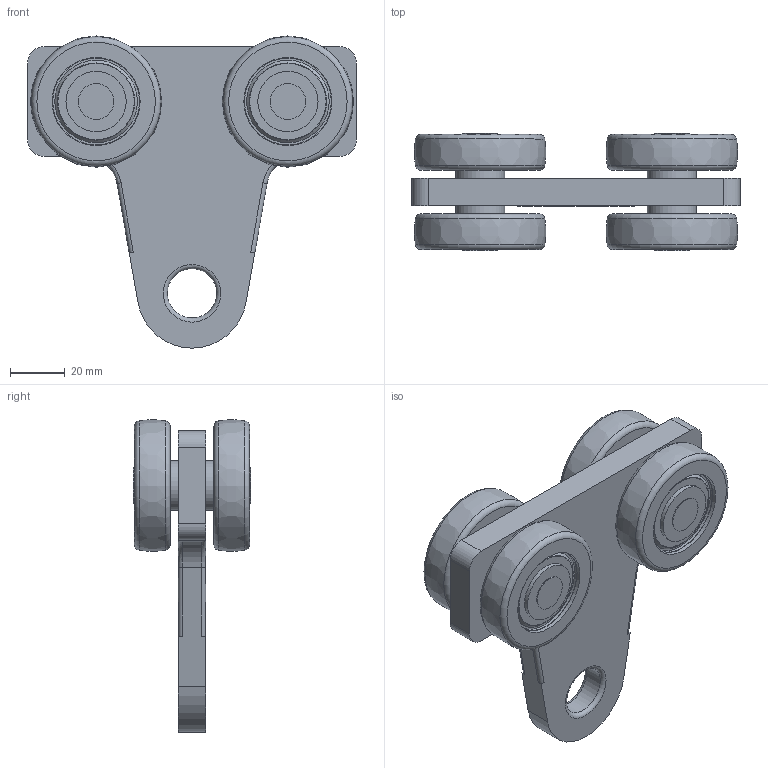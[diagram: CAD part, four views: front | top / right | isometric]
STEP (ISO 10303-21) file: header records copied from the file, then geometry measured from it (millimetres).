
FILE_DESCRIPTION(('STEP AP214'),'1');
FILE_NAME('PMH Åkvagn 1510.stp','2013-08-06T12:07:32',(' '),(' '),'Spatial InterOp 3D',' ',' ');
FILE_SCHEMA(('automotive_design'));
Length unit declared in the file: millimetre
Products named in the file (16): PMH Profilskena akvagn 1510; Part1; Part2; Part3; Part4; Part5; Part6; Part7; Part8; Part9; Part10; Part11; Part12; Part13; Part14; Part15
Assembly tree (15 placements, depth 2):
  PMH Profilskena akvagn 1510
    Part1
    Part2
    Part3
    Part4
    Part5
    Part6
    Part7
    Part8
    Part9
    Part10
    Part11
    Part12
    Part13
    Part14
    Part15
Bounding box: 120 x 43 x 113.96 mm (x, y, z)
Volume: 147924.6 mm3; surface area: 62092.8 mm2
Topology: 15 solids, 19 shells, 219 faces, 435 edges, 286 vertices
Faces by surface type: plane 81, cylinder 68, torus 38, cone 28, bspline 4
Full cylindrical faces by diameter (mm): 12 x6, 12.2 x2, 12.5 x8, 18 x5, 20.513 x8, 22 x4, 30.007 x8, 31.72 x8, 32.12 x8
Entity records: 8861 total; most frequent: CARTESIAN_POINT 2755, DIRECTION 920, ORIENTED_EDGE 550, AXIS2_PLACEMENT_3D 438, EDGE_LOOP 412, FACE_OUTER_BOUND 314, EDGE_CURVE 275, VERTEX_POINT 249
